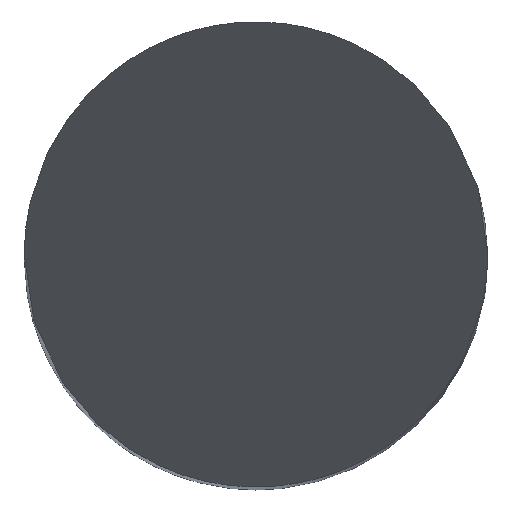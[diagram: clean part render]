
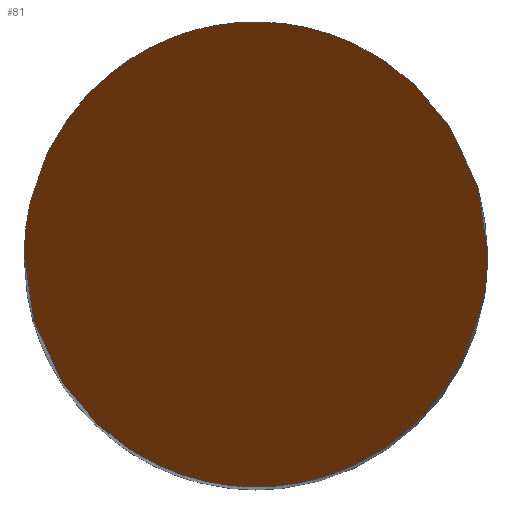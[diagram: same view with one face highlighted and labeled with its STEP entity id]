
A CAD part, top view. The second image highlights one B-rep face of the part: STEP entity #81.
In plain terms, the highlighted planar face has unit normal (0, -0.866, 0.5).
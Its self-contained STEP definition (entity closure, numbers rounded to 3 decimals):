
#47=PLANE('',#589);
#81=ADVANCED_FACE('',(#117),#47,.F.);
#117=FACE_OUTER_BOUND('',#148,.T.);
#148=EDGE_LOOP('',(#310,#311));
#310=ORIENTED_EDGE('',*,*,#440,.T.);
#311=ORIENTED_EDGE('',*,*,#480,.T.);
#393=VERTEX_POINT('',#771);
#394=VERTEX_POINT('',#776);
#440=EDGE_CURVE('',#394,#393,#531,.T.);
#480=EDGE_CURVE('',#393,#394,#536,.T.);
#531=(
BOUNDED_CURVE()
B_SPLINE_CURVE(3,(#772,#773,#774,#775),.UNSPECIFIED.,.F.,.F.)
B_SPLINE_CURVE_WITH_KNOTS((4,4),(0.,1.),.UNSPECIFIED.)
CURVE()
GEOMETRIC_REPRESENTATION_ITEM()
RATIONAL_B_SPLINE_CURVE((1.,0.333,0.333,1.))
REPRESENTATION_ITEM('')
);
#536=(
BOUNDED_CURVE()
B_SPLINE_CURVE(3,(#997,#998,#999,#1000),.UNSPECIFIED.,.F.,.F.)
B_SPLINE_CURVE_WITH_KNOTS((4,4),(0.,1.),.UNSPECIFIED.)
CURVE()
GEOMETRIC_REPRESENTATION_ITEM()
RATIONAL_B_SPLINE_CURVE((1.,0.333,0.333,1.))
REPRESENTATION_ITEM('')
);
#589=AXIS2_PLACEMENT_3D('',#1002,#664,#665);
#664=DIRECTION('',(0.,0.866,-0.5));
#665=DIRECTION('',(0.,-0.5,-0.866));
#771=CARTESIAN_POINT('',(2.,0.,0.));
#772=CARTESIAN_POINT('',(-2.,0.,0.));
#773=CARTESIAN_POINT('',(-2.,-4.,-6.928));
#774=CARTESIAN_POINT('',(2.,-4.,-6.928));
#775=CARTESIAN_POINT('',(2.,0.,0.));
#776=CARTESIAN_POINT('',(-2.,0.,0.));
#997=CARTESIAN_POINT('',(2.,0.,0.));
#998=CARTESIAN_POINT('',(2.,4.,6.928));
#999=CARTESIAN_POINT('',(-2.,4.,6.928));
#1000=CARTESIAN_POINT('',(-2.,0.,0.));
#1002=CARTESIAN_POINT('',(2.,2.,3.464));
